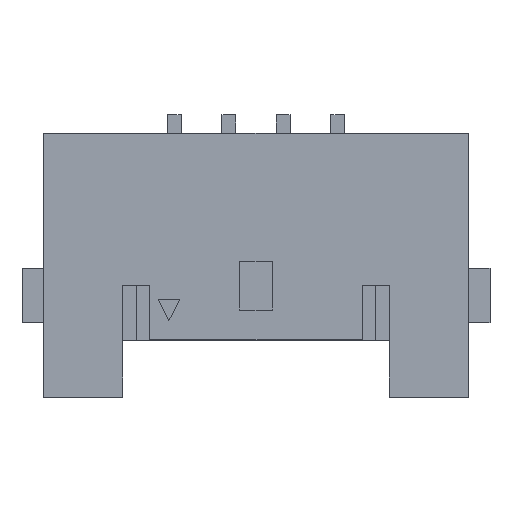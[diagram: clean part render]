
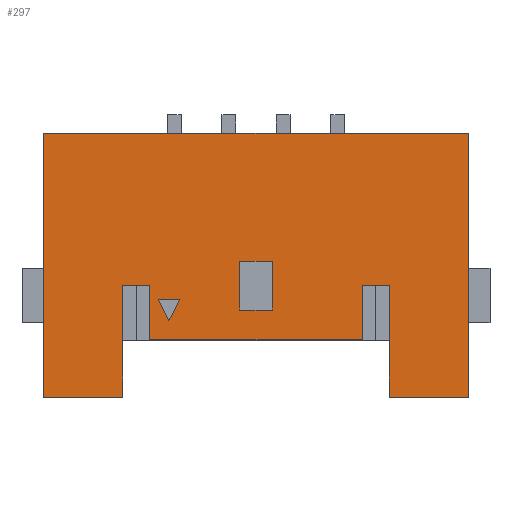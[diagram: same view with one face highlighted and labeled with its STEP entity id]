
A CAD part, top view. The second image highlights one B-rep face of the part: STEP entity #297.
In plain terms, the highlighted planar face has unit normal (0, 0, 1).
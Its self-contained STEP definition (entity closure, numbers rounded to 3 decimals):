
#297=ADVANCED_FACE('',(#667,#668,#669),#497,.T.);
#497=PLANE('',#4153);
#667=FACE_BOUND('',#700,.T.);
#668=FACE_BOUND('',#701,.T.);
#669=FACE_BOUND('',#702,.T.);
#700=EDGE_LOOP('',(#1042,#1043,#1044));
#701=EDGE_LOOP('',(#1045,#1046,#1047,#1048));
#702=EDGE_LOOP('',(#1049,#1050,#1051,#1052,#1053,#1054,#1055,#1056,#1057,
#1058,#1059,#1060));
#1042=ORIENTED_EDGE('',*,*,#2577,.F.);
#1043=ORIENTED_EDGE('',*,*,#2578,.F.);
#1044=ORIENTED_EDGE('',*,*,#2579,.F.);
#1045=ORIENTED_EDGE('',*,*,#2580,.F.);
#1046=ORIENTED_EDGE('',*,*,#2581,.F.);
#1047=ORIENTED_EDGE('',*,*,#2582,.F.);
#1048=ORIENTED_EDGE('',*,*,#2583,.F.);
#1049=ORIENTED_EDGE('',*,*,#2584,.F.);
#1050=ORIENTED_EDGE('',*,*,#2585,.F.);
#1051=ORIENTED_EDGE('',*,*,#2586,.F.);
#1052=ORIENTED_EDGE('',*,*,#2587,.F.);
#1053=ORIENTED_EDGE('',*,*,#2588,.F.);
#1054=ORIENTED_EDGE('',*,*,#2589,.F.);
#1055=ORIENTED_EDGE('',*,*,#2590,.F.);
#1056=ORIENTED_EDGE('',*,*,#2544,.F.);
#1057=ORIENTED_EDGE('',*,*,#2534,.F.);
#1058=ORIENTED_EDGE('',*,*,#2591,.T.);
#1059=ORIENTED_EDGE('',*,*,#2526,.T.);
#1060=ORIENTED_EDGE('',*,*,#2539,.F.);
#2133=VERTEX_POINT('',#5558);
#2134=VERTEX_POINT('',#5560);
#2137=VERTEX_POINT('',#5567);
#2141=VERTEX_POINT('',#5575);
#2145=VERTEX_POINT('',#5585);
#2148=VERTEX_POINT('',#5595);
#2177=VERTEX_POINT('',#5660);
#2178=VERTEX_POINT('',#5661);
#2179=VERTEX_POINT('',#5663);
#2180=VERTEX_POINT('',#5666);
#2181=VERTEX_POINT('',#5667);
#2182=VERTEX_POINT('',#5669);
#2183=VERTEX_POINT('',#5671);
#2184=VERTEX_POINT('',#5674);
#2185=VERTEX_POINT('',#5676);
#2186=VERTEX_POINT('',#5678);
#2187=VERTEX_POINT('',#5680);
#2188=VERTEX_POINT('',#5682);
#2189=VERTEX_POINT('',#5684);
#2526=EDGE_CURVE('',#2134,#2133,#3111,.T.);
#2534=EDGE_CURVE('',#2141,#2137,#3119,.T.);
#2539=EDGE_CURVE('',#2145,#2133,#3124,.T.);
#2544=EDGE_CURVE('',#2137,#2148,#3129,.T.);
#2577=EDGE_CURVE('',#2177,#2178,#3162,.T.);
#2578=EDGE_CURVE('',#2179,#2177,#3163,.T.);
#2579=EDGE_CURVE('',#2178,#2179,#3164,.T.);
#2580=EDGE_CURVE('',#2180,#2181,#3165,.T.);
#2581=EDGE_CURVE('',#2182,#2180,#3166,.T.);
#2582=EDGE_CURVE('',#2183,#2182,#3167,.T.);
#2583=EDGE_CURVE('',#2181,#2183,#3168,.T.);
#2584=EDGE_CURVE('',#2184,#2145,#3169,.T.);
#2585=EDGE_CURVE('',#2185,#2184,#3170,.T.);
#2586=EDGE_CURVE('',#2186,#2185,#3171,.T.);
#2587=EDGE_CURVE('',#2187,#2186,#3172,.T.);
#2588=EDGE_CURVE('',#2188,#2187,#3173,.T.);
#2589=EDGE_CURVE('',#2189,#2188,#3174,.T.);
#2590=EDGE_CURVE('',#2148,#2189,#3175,.T.);
#2591=EDGE_CURVE('',#2141,#2134,#3176,.T.);
#3111=LINE('',#5559,#3664);
#3119=LINE('',#5576,#3672);
#3124=LINE('',#5586,#3677);
#3129=LINE('',#5594,#3682);
#3162=LINE('',#5659,#3715);
#3163=LINE('',#5662,#3716);
#3164=LINE('',#5664,#3717);
#3165=LINE('',#5665,#3718);
#3166=LINE('',#5668,#3719);
#3167=LINE('',#5670,#3720);
#3168=LINE('',#5672,#3721);
#3169=LINE('',#5673,#3722);
#3170=LINE('',#5675,#3723);
#3171=LINE('',#5677,#3724);
#3172=LINE('',#5679,#3725);
#3173=LINE('',#5681,#3726);
#3174=LINE('',#5683,#3727);
#3175=LINE('',#5685,#3728);
#3176=LINE('',#5686,#3729);
#3664=VECTOR('',#4478,1.);
#3672=VECTOR('',#4488,1.);
#3677=VECTOR('',#4495,1.);
#3682=VECTOR('',#4502,1.);
#3715=VECTOR('',#4541,1.);
#3716=VECTOR('',#4542,1.);
#3717=VECTOR('',#4543,1.);
#3718=VECTOR('',#4544,1.);
#3719=VECTOR('',#4545,1.);
#3720=VECTOR('',#4546,1.);
#3721=VECTOR('',#4547,1.);
#3722=VECTOR('',#4548,1.);
#3723=VECTOR('',#4549,1.);
#3724=VECTOR('',#4550,1.);
#3725=VECTOR('',#4551,1.);
#3726=VECTOR('',#4552,1.);
#3727=VECTOR('',#4553,1.);
#3728=VECTOR('',#4554,1.);
#3729=VECTOR('',#4555,1.);
#4153=AXIS2_PLACEMENT_3D('',#5687,#4556,#4557);
#4478=DIRECTION('',(0.,-1.,0.));
#4488=DIRECTION('',(0.,-1.,0.));
#4495=DIRECTION('',(-1.,0.,0.));
#4502=DIRECTION('',(-1.,0.,0.));
#4541=DIRECTION('',(0.447,-0.894,0.));
#4542=DIRECTION('',(-1.,0.,0.));
#4543=DIRECTION('',(0.447,0.894,0.));
#4544=DIRECTION('',(0.,-1.,0.));
#4545=DIRECTION('',(-1.,0.,0.));
#4546=DIRECTION('',(0.,1.,0.));
#4547=DIRECTION('',(1.,0.,0.));
#4548=DIRECTION('',(0.,-1.,0.));
#4549=DIRECTION('',(-1.,0.,0.));
#4550=DIRECTION('',(0.,1.,0.));
#4551=DIRECTION('',(-1.,0.,0.));
#4552=DIRECTION('',(0.,-1.,0.));
#4553=DIRECTION('',(-1.,0.,0.));
#4554=DIRECTION('',(0.,1.,0.));
#4555=DIRECTION('',(-1.,0.,0.));
#4556=DIRECTION('',(0.,0.,1.));
#4557=DIRECTION('',(1.,0.,0.));
#5558=CARTESIAN_POINT('',(-5.4,2.05,1.42));
#5559=CARTESIAN_POINT('',(-5.4,6.9,1.42));
#5560=CARTESIAN_POINT('',(-5.4,6.9,1.42));
#5567=CARTESIAN_POINT('',(2.4,2.05,1.42));
#5575=CARTESIAN_POINT('',(2.4,6.9,1.42));
#5576=CARTESIAN_POINT('',(2.4,6.9,1.42));
#5585=CARTESIAN_POINT('',(-3.95,2.05,1.42));
#5586=CARTESIAN_POINT('',(2.4,2.05,1.42));
#5594=CARTESIAN_POINT('',(2.4,2.05,1.42));
#5595=CARTESIAN_POINT('',(0.95,2.05,1.42));
#5659=CARTESIAN_POINT('',(-3.3,3.85,1.42));
#5660=CARTESIAN_POINT('',(-3.3,3.85,1.42));
#5661=CARTESIAN_POINT('',(-3.1,3.45,1.42));
#5662=CARTESIAN_POINT('',(-2.9,3.85,1.42));
#5663=CARTESIAN_POINT('',(-2.9,3.85,1.42));
#5664=CARTESIAN_POINT('',(-3.1,3.45,1.42));
#5665=CARTESIAN_POINT('',(-1.8,4.55,1.42));
#5666=CARTESIAN_POINT('',(-1.8,4.55,1.42));
#5667=CARTESIAN_POINT('',(-1.8,3.65,1.42));
#5668=CARTESIAN_POINT('',(-1.2,4.55,1.42));
#5669=CARTESIAN_POINT('',(-1.2,4.55,1.42));
#5670=CARTESIAN_POINT('',(-1.2,3.65,1.42));
#5671=CARTESIAN_POINT('',(-1.2,3.65,1.42));
#5672=CARTESIAN_POINT('',(-1.8,3.65,1.42));
#5673=CARTESIAN_POINT('',(-3.95,4.1,1.42));
#5674=CARTESIAN_POINT('',(-3.95,4.1,1.42));
#5675=CARTESIAN_POINT('',(-3.45,4.1,1.42));
#5676=CARTESIAN_POINT('',(-3.45,4.1,1.42));
#5677=CARTESIAN_POINT('',(-3.45,3.1,1.42));
#5678=CARTESIAN_POINT('',(-3.45,3.1,1.42));
#5679=CARTESIAN_POINT('',(0.45,3.1,1.42));
#5680=CARTESIAN_POINT('',(0.45,3.1,1.42));
#5681=CARTESIAN_POINT('',(0.45,4.1,1.42));
#5682=CARTESIAN_POINT('',(0.45,4.1,1.42));
#5683=CARTESIAN_POINT('',(0.95,4.1,1.42));
#5684=CARTESIAN_POINT('',(0.95,4.1,1.42));
#5685=CARTESIAN_POINT('',(0.95,2.05,1.42));
#5686=CARTESIAN_POINT('',(2.4,6.9,1.42));
#5687=CARTESIAN_POINT('',(2.4,6.9,1.42));
